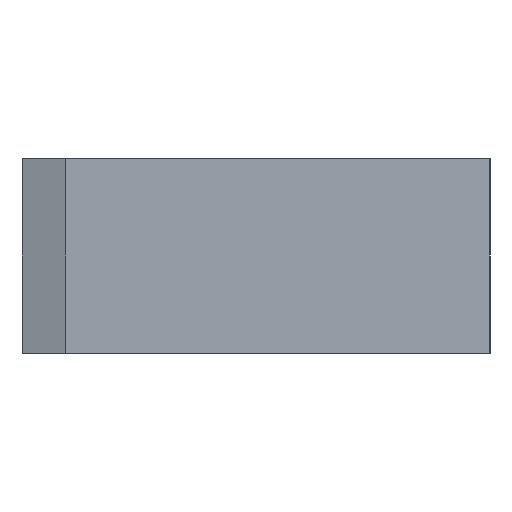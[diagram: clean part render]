
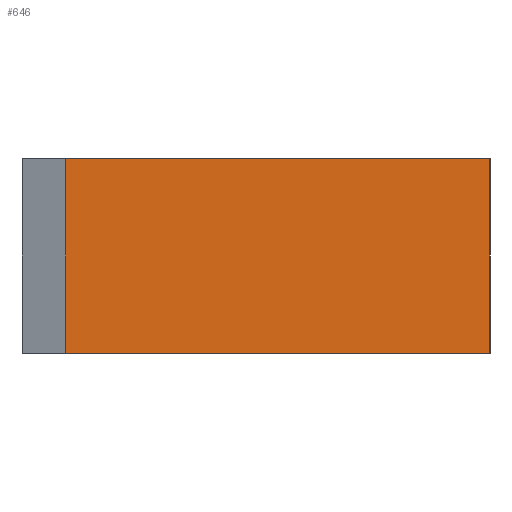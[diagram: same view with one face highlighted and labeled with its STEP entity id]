
A CAD part, left-side view. The second image highlights one B-rep face of the part: STEP entity #646.
In plain terms, the highlighted planar face has unit normal (-1, 0, 0).
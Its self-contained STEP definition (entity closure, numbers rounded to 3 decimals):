
#646 = ADVANCED_FACE( '', ( #1997 ), #1998, .F. );
#1997 = FACE_OUTER_BOUND( '', #3557, .T. );
#1998 = PLANE( '', #3558 );
#3557 = EDGE_LOOP( '', ( #8733, #8734, #8735, #8736 ) );
#3558 = AXIS2_PLACEMENT_3D( '', #8737, #8738, #8739 );
#8733 = ORIENTED_EDGE( '', *, *, #10916, .F. );
#8734 = ORIENTED_EDGE( '', *, *, #13015, .T. );
#8735 = ORIENTED_EDGE( '', *, *, #13016, .F. );
#8736 = ORIENTED_EDGE( '', *, *, #10941, .F. );
#8737 = CARTESIAN_POINT( '', ( 0., 12., 2.5 ) );
#8738 = DIRECTION( '', ( 1., 0., 0. ) );
#8739 = DIRECTION( '', ( 0., 0., -1. ) );
#10916 = EDGE_CURVE( '', #13228, #13229, #13230, .T. );
#10941 = EDGE_CURVE( '', #13229, #13276, #13277, .T. );
#13015 = EDGE_CURVE( '', #13228, #16857, #16858, .T. );
#13016 = EDGE_CURVE( '', #13276, #16857, #16859, .T. );
#13228 = VERTEX_POINT( '', #17084 );
#13229 = VERTEX_POINT( '', #17085 );
#13230 = LINE( '', #17086, #17087 );
#13276 = VERTEX_POINT( '', #17152 );
#13277 = LINE( '', #17153, #17154 );
#16857 = VERTEX_POINT( '', #22807 );
#16858 = LINE( '', #22808, #22809 );
#16859 = LINE( '', #22810, #22811 );
#17084 = CARTESIAN_POINT( '', ( 0., 10.875, -2.5 ) );
#17085 = CARTESIAN_POINT( '', ( 0., 10.875, 2.5 ) );
#17086 = CARTESIAN_POINT( '', ( 0., 10.875, 2.5 ) );
#17087 = VECTOR( '', #23244, 1000. );
#17152 = CARTESIAN_POINT( '', ( 0., 0., 2.5 ) );
#17153 = CARTESIAN_POINT( '', ( 0., 12., 2.5 ) );
#17154 = VECTOR( '', #23279, 1000. );
#22807 = CARTESIAN_POINT( '', ( 0., 0., -2.5 ) );
#22808 = CARTESIAN_POINT( '', ( 0., 12., -2.5 ) );
#22809 = VECTOR( '', #25353, 1000. );
#22810 = CARTESIAN_POINT( '', ( 0., 0., 2.5 ) );
#22811 = VECTOR( '', #25354, 1000. );
#23244 = DIRECTION( '', ( 0., 0., 1. ) );
#23279 = DIRECTION( '', ( 0., -1., 0. ) );
#25353 = DIRECTION( '', ( 0., -1., 0. ) );
#25354 = DIRECTION( '', ( 0., 0., -1. ) );
